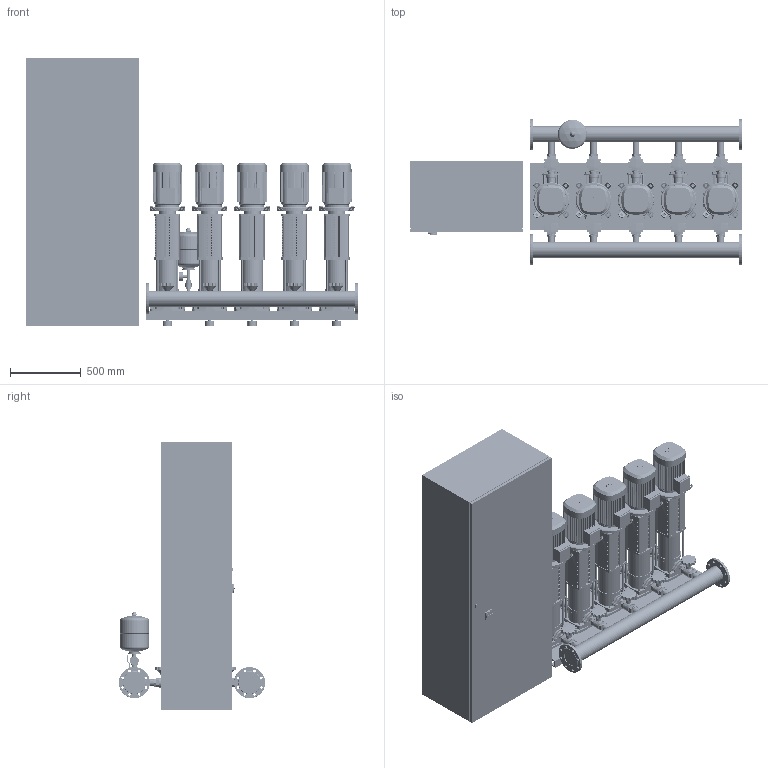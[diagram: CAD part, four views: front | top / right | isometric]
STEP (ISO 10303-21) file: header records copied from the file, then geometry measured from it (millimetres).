
FILE_DESCRIPTION((''),'2;1');
FILE_NAME('3d_CO-5HELIXV1607_K_CC-01-2532235.stp','2016-01-25T08:34:42',(''),(''),'Mechanical Desktop 2009','Mechanical Desktop 2009',', , ');
FILE_SCHEMA(('CONFIG_CONTROL_DESIGN'));
Length unit declared in the file: millimetre
Products named in the file (1): Product
Bounding box: 2350 x 1036 x 1900 mm (x, y, z)
Volume: 946269405.1 mm3; surface area: 20448754.5 mm2
Topology: 247 solids, 247 shells, 9317 faces, 24786 edges, 16256 vertices
Faces by surface type: plane 4079, bspline 2516, cylinder 2160, cone 386, torus 144, sphere 32
Entity records: 309587 total; most frequent: CARTESIAN_POINT 77869, ORIENTED_EDGE 49516, DIRECTION 44610, EDGE_CURVE 24758, VECTOR 16284, LINE 16284, VERTEX_POINT 16250, AXIS2_PLACEMENT_3D 14163
